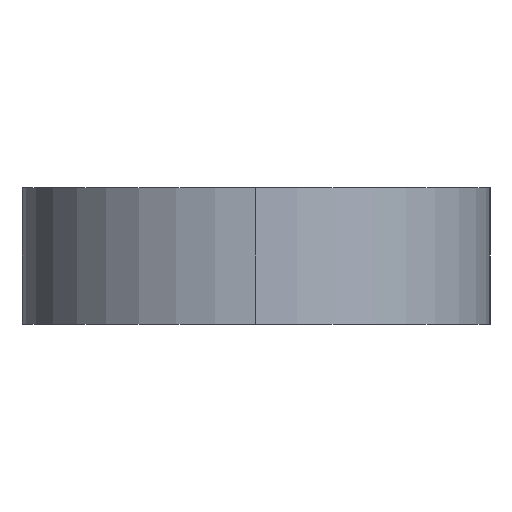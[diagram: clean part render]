
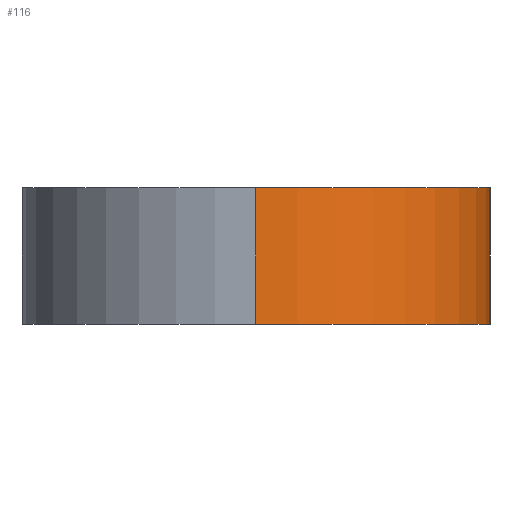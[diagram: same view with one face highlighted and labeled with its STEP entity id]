
A CAD part, left-side view. The second image highlights one B-rep face of the part: STEP entity #116.
In plain terms, the highlighted cylindrical face has radius 2.75 mm (diameter 5.5 mm), a partial arc.
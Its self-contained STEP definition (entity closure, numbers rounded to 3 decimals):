
#28 = LINE ( 'NONE', #267, #229 ) ;
#30 = CARTESIAN_POINT ( 'NONE',  ( -17.2, 12.905, 1.6 ) ) ;
#34 = ORIENTED_EDGE ( 'NONE', *, *, #49, .T. ) ;
#35 = VECTOR ( 'NONE', #206, 1000. ) ;
#38 = LINE ( 'NONE', #123, #35 ) ;
#42 = FACE_OUTER_BOUND ( 'NONE', #120, .T. ) ;
#45 = DIRECTION ( 'NONE',  ( 0., 0., -1. ) ) ;
#47 = ORIENTED_EDGE ( 'NONE', *, *, #178, .F. ) ;
#49 = EDGE_CURVE ( 'NONE', #137, #166, #38, .T. ) ;
#59 = CIRCLE ( 'NONE', #205, 2.75 ) ;
#65 = CARTESIAN_POINT ( 'NONE',  ( -19.95, 15.655, 1.6 ) ) ;
#69 = CARTESIAN_POINT ( 'NONE',  ( -17.2, 15.655, 1.6 ) ) ;
#76 = DIRECTION ( 'NONE',  ( 0., 0., 1. ) ) ;
#78 = AXIS2_PLACEMENT_3D ( 'NONE', #196, #76, #176 ) ;
#83 = CARTESIAN_POINT ( 'NONE',  ( -17.2, 15.655, 1.6 ) ) ;
#109 = DIRECTION ( 'NONE',  ( 0., 0., -1. ) ) ;
#116 = ADVANCED_FACE ( 'NONE', ( #42 ), #241, .T. ) ;
#120 = EDGE_LOOP ( 'NONE', ( #47, #34, #231, #200 ) ) ;
#123 = CARTESIAN_POINT ( 'NONE',  ( -19.95, 15.655, 1.6 ) ) ;
#136 = DIRECTION ( 'NONE',  ( 0., 0., 1. ) ) ;
#137 = VERTEX_POINT ( 'NONE', #65 ) ;
#138 = DIRECTION ( 'NONE',  ( 1., 0., 0. ) ) ;
#164 = CIRCLE ( 'NONE', #78, 2.75 ) ;
#166 = VERTEX_POINT ( 'NONE', #263 ) ;
#174 = EDGE_CURVE ( 'NONE', #166, #227, #164, .T. ) ;
#176 = DIRECTION ( 'NONE',  ( 1., 0., 0. ) ) ;
#178 = EDGE_CURVE ( 'NONE', #137, #210, #59, .T. ) ;
#184 = CARTESIAN_POINT ( 'NONE',  ( -17.2, 12.905, 0. ) ) ;
#188 = AXIS2_PLACEMENT_3D ( 'NONE', #83, #45, #243 ) ;
#196 = CARTESIAN_POINT ( 'NONE',  ( -17.2, 15.655, 0. ) ) ;
#200 = ORIENTED_EDGE ( 'NONE', *, *, #273, .F. ) ;
#205 = AXIS2_PLACEMENT_3D ( 'NONE', #69, #136, #138 ) ;
#206 = DIRECTION ( 'NONE',  ( 0., 0., -1. ) ) ;
#210 = VERTEX_POINT ( 'NONE', #30 ) ;
#227 = VERTEX_POINT ( 'NONE', #184 ) ;
#229 = VECTOR ( 'NONE', #109, 1000. ) ;
#231 = ORIENTED_EDGE ( 'NONE', *, *, #174, .T. ) ;
#241 = CYLINDRICAL_SURFACE ( 'NONE', #188, 2.75 ) ;
#243 = DIRECTION ( 'NONE',  ( -1., 0., 0. ) ) ;
#263 = CARTESIAN_POINT ( 'NONE',  ( -19.95, 15.655, 0. ) ) ;
#267 = CARTESIAN_POINT ( 'NONE',  ( -17.2, 12.905, 1.6 ) ) ;
#273 = EDGE_CURVE ( 'NONE', #210, #227, #28, .T. ) ;
